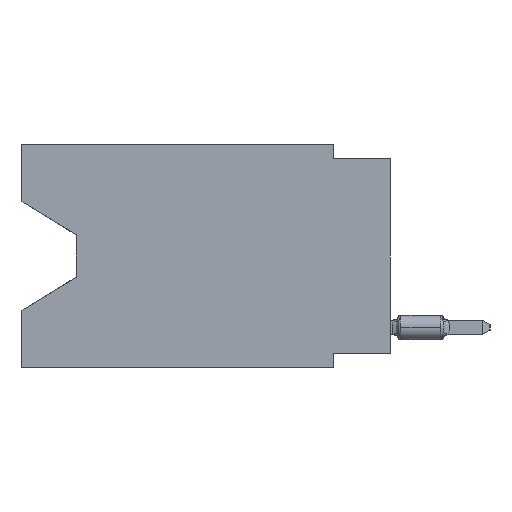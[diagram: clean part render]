
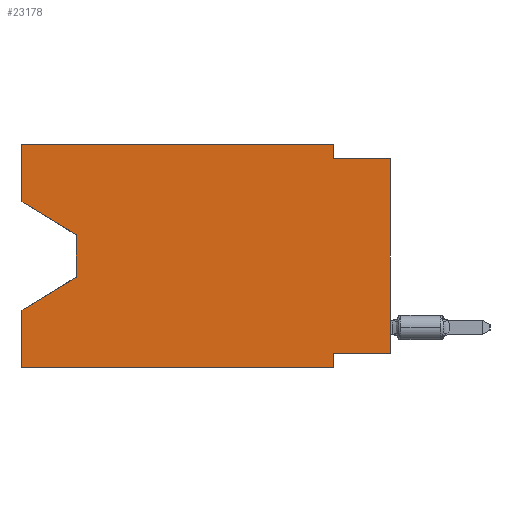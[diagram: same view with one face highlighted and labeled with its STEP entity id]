
A CAD part, left-side view. The second image highlights one B-rep face of the part: STEP entity #23178.
In plain terms, the highlighted planar face has unit normal (-1, 0, 0).
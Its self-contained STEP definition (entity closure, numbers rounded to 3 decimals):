
#20 = ORIENTED_EDGE ( 'NONE', *, *, #1068, .F. ) ;
#679 = DIRECTION ( 'NONE',  ( 0., 0.855, -0.519 ) ) ;
#1068 = EDGE_CURVE ( 'NONE', #30397, #10969, #24114, .T. ) ;
#1593 = LINE ( 'NONE', #11464, #14709 ) ;
#1627 = LINE ( 'NONE', #4718, #18341 ) ;
#1803 = DIRECTION ( 'NONE',  ( 0., 0., -1. ) ) ;
#2254 = CARTESIAN_POINT ( 'NONE',  ( 0., 16.383, -7.36 ) ) ;
#2429 = LINE ( 'NONE', #22164, #11652 ) ;
#2435 = CARTESIAN_POINT ( 'NONE',  ( 0., 16.383, -2.546 ) ) ;
#2597 = VERTEX_POINT ( 'NONE', #2254 ) ;
#3149 = CARTESIAN_POINT ( 'NONE',  ( 0., 16.383, 0. ) ) ;
#3184 = FACE_OUTER_BOUND ( 'NONE', #5504, .T. ) ;
#3362 = VECTOR ( 'NONE', #679, 1000. ) ;
#3633 = ORIENTED_EDGE ( 'NONE', *, *, #29510, .F. ) ;
#4506 = ORIENTED_EDGE ( 'NONE', *, *, #27633, .T. ) ;
#4718 = CARTESIAN_POINT ( 'NONE',  ( 0., 2.54, 0. ) ) ;
#4897 = CARTESIAN_POINT ( 'NONE',  ( 0., 2.54, -9.271 ) ) ;
#5011 = ORIENTED_EDGE ( 'NONE', *, *, #5443, .F. ) ;
#5443 = EDGE_CURVE ( 'NONE', #13880, #11768, #2429, .T. ) ;
#5498 = LINE ( 'NONE', #30390, #5550 ) ;
#5504 = EDGE_LOOP ( 'NONE', ( #14079, #18097, #15045, #31692, #4506, #13081, #13941, #26589, #20, #15574, #3633, #5011 ) ) ;
#5542 = AXIS2_PLACEMENT_3D ( 'NONE', #27917, #5620, #8043 ) ;
#5550 = VECTOR ( 'NONE', #7917, 1000. ) ;
#5620 = DIRECTION ( 'NONE',  ( 1., 0., 0. ) ) ;
#5648 = VERTEX_POINT ( 'NONE', #25208 ) ;
#6276 = EDGE_CURVE ( 'NONE', #13922, #2597, #20258, .T. ) ;
#6670 = VERTEX_POINT ( 'NONE', #16375 ) ;
#7917 = DIRECTION ( 'NONE',  ( 0., 0., 1. ) ) ;
#8043 = DIRECTION ( 'NONE',  ( 0., 0., -1. ) ) ;
#8574 = VECTOR ( 'NONE', #25743, 1000. ) ;
#9367 = DIRECTION ( 'NONE',  ( 0., -1., 0. ) ) ;
#9842 = EDGE_CURVE ( 'NONE', #16537, #15881, #22986, .T. ) ;
#9876 = LINE ( 'NONE', #2435, #11732 ) ;
#10427 = DIRECTION ( 'NONE',  ( 0., -1., 0. ) ) ;
#10436 = LINE ( 'NONE', #20297, #25438 ) ;
#10969 = VERTEX_POINT ( 'NONE', #12220 ) ;
#11034 = LINE ( 'NONE', #13138, #8574 ) ;
#11464 = CARTESIAN_POINT ( 'NONE',  ( 0., 16.383, -9.906 ) ) ;
#11652 = VECTOR ( 'NONE', #29432, 1000. ) ;
#11732 = VECTOR ( 'NONE', #29105, 1000. ) ;
#11768 = VERTEX_POINT ( 'NONE', #11964 ) ;
#11964 = CARTESIAN_POINT ( 'NONE',  ( 0., 16.383, 0. ) ) ;
#12220 = CARTESIAN_POINT ( 'NONE',  ( 0., 0., -0.635 ) ) ;
#13081 = ORIENTED_EDGE ( 'NONE', *, *, #24498, .F. ) ;
#13138 = CARTESIAN_POINT ( 'NONE',  ( 0., 13.97, -4.013 ) ) ;
#13880 = VERTEX_POINT ( 'NONE', #17991 ) ;
#13922 = VERTEX_POINT ( 'NONE', #18302 ) ;
#13941 = ORIENTED_EDGE ( 'NONE', *, *, #9842, .F. ) ;
#14079 = ORIENTED_EDGE ( 'NONE', *, *, #22689, .T. ) ;
#14397 = VERTEX_POINT ( 'NONE', #25760 ) ;
#14709 = VECTOR ( 'NONE', #9367, 1000. ) ;
#14979 = LINE ( 'NONE', #3149, #20981 ) ;
#15012 = PLANE ( 'NONE',  #5542 ) ;
#15045 = ORIENTED_EDGE ( 'NONE', *, *, #6276, .T. ) ;
#15574 = ORIENTED_EDGE ( 'NONE', *, *, #28313, .F. ) ;
#15881 = VERTEX_POINT ( 'NONE', #4897 ) ;
#16318 = VECTOR ( 'NONE', #23944, 1000. ) ;
#16342 = CARTESIAN_POINT ( 'NONE',  ( 0., 0., -0.635 ) ) ;
#16375 = CARTESIAN_POINT ( 'NONE',  ( 0., 16.383, -9.906 ) ) ;
#16381 = EDGE_CURVE ( 'NONE', #16537, #10969, #5498, .T. ) ;
#16537 = VERTEX_POINT ( 'NONE', #21315 ) ;
#17511 = DIRECTION ( 'NONE',  ( 0., 1., 0. ) ) ;
#17991 = CARTESIAN_POINT ( 'NONE',  ( 0., 16.383, -2.546 ) ) ;
#18097 = ORIENTED_EDGE ( 'NONE', *, *, #21379, .T. ) ;
#18302 = CARTESIAN_POINT ( 'NONE',  ( 0., 13.97, -5.893 ) ) ;
#18341 = VECTOR ( 'NONE', #1803, 1000. ) ;
#18830 = DIRECTION ( 'NONE',  ( 0., 0., 1. ) ) ;
#19032 = DIRECTION ( 'NONE',  ( 0., 0., -1. ) ) ;
#20258 = LINE ( 'NONE', #27238, #3362 ) ;
#20297 = CARTESIAN_POINT ( 'NONE',  ( 0., 16.383, 0. ) ) ;
#20981 = VECTOR ( 'NONE', #10427, 1000. ) ;
#21315 = CARTESIAN_POINT ( 'NONE',  ( 0., 0., -9.271 ) ) ;
#21379 = EDGE_CURVE ( 'NONE', #14397, #13922, #11034, .T. ) ;
#21560 = VECTOR ( 'NONE', #17511, 1000. ) ;
#22164 = CARTESIAN_POINT ( 'NONE',  ( 0., 16.383, 0. ) ) ;
#22689 = EDGE_CURVE ( 'NONE', #13880, #14397, #9876, .T. ) ;
#22986 = LINE ( 'NONE', #29941, #21560 ) ;
#23178 = ADVANCED_FACE ( 'NONE', ( #3184 ), #15012, .F. ) ;
#23573 = CARTESIAN_POINT ( 'NONE',  ( 0., 2.54, -0.635 ) ) ;
#23725 = LINE ( 'NONE', #30677, #31802 ) ;
#23944 = DIRECTION ( 'NONE',  ( 0., -1., 0. ) ) ;
#24114 = LINE ( 'NONE', #16342, #16318 ) ;
#24498 = EDGE_CURVE ( 'NONE', #15881, #5648, #23725, .T. ) ;
#24821 = VERTEX_POINT ( 'NONE', #31103 ) ;
#25208 = CARTESIAN_POINT ( 'NONE',  ( 0., 2.54, -9.906 ) ) ;
#25438 = VECTOR ( 'NONE', #18830, 1000. ) ;
#25743 = DIRECTION ( 'NONE',  ( 0., 0., -1. ) ) ;
#25760 = CARTESIAN_POINT ( 'NONE',  ( 0., 13.97, -4.013 ) ) ;
#26589 = ORIENTED_EDGE ( 'NONE', *, *, #16381, .T. ) ;
#27238 = CARTESIAN_POINT ( 'NONE',  ( 0., 13.97, -5.893 ) ) ;
#27633 = EDGE_CURVE ( 'NONE', #6670, #5648, #1593, .T. ) ;
#27917 = CARTESIAN_POINT ( 'NONE',  ( 0., 16.383, 0. ) ) ;
#28313 = EDGE_CURVE ( 'NONE', #24821, #30397, #1627, .T. ) ;
#29105 = DIRECTION ( 'NONE',  ( 0., -0.855, -0.519 ) ) ;
#29432 = DIRECTION ( 'NONE',  ( 0., 0., 1. ) ) ;
#29510 = EDGE_CURVE ( 'NONE', #11768, #24821, #14979, .T. ) ;
#29941 = CARTESIAN_POINT ( 'NONE',  ( 0., 0., -9.271 ) ) ;
#30390 = CARTESIAN_POINT ( 'NONE',  ( 0., 0., 0. ) ) ;
#30397 = VERTEX_POINT ( 'NONE', #23573 ) ;
#30677 = CARTESIAN_POINT ( 'NONE',  ( 0., 2.54, -9.906 ) ) ;
#30720 = EDGE_CURVE ( 'NONE', #6670, #2597, #10436, .T. ) ;
#31103 = CARTESIAN_POINT ( 'NONE',  ( 0., 2.54, 0. ) ) ;
#31692 = ORIENTED_EDGE ( 'NONE', *, *, #30720, .F. ) ;
#31802 = VECTOR ( 'NONE', #19032, 1000. ) ;
